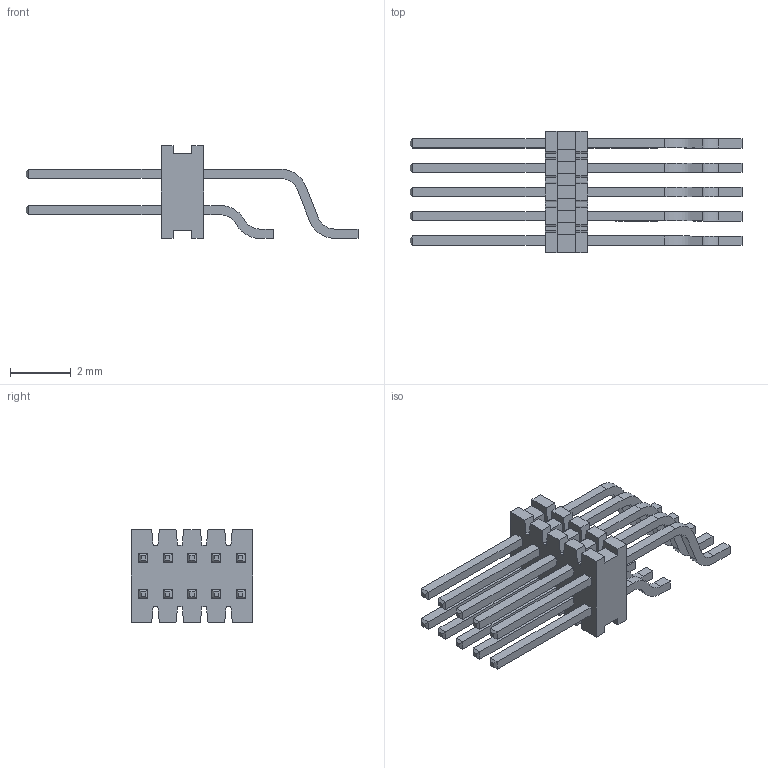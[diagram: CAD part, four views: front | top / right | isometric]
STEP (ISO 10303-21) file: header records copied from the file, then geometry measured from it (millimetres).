
FILE_DESCRIPTION((''),'2;1');
FILE_NAME('FTE-105-03-X-DH','2009-06-21T',('dburnier'),(''),'PRO/ENGINEER BY PARAMETRIC TECHNOLOGY CORPORATION, 2008410','PRO/ENGINEER BY PARAMETRIC TECHNOLOGY CORPORATION, 2008410','');
FILE_SCHEMA(('AUTOMOTIVE_DESIGN_CC2 { 1 2 10303 214 -1 1 5 2 }'));
Length unit declared in the file: inch
Products named in the file (1): FTE-105-03-X-DH
Bounding box: 10.92 x 4 x 3.05 mm (x, y, z)
Volume: 22.3 mm3; surface area: 165.1 mm2
Topology: 1 solids, 1 shells, 330 faces, 884 edges, 576 vertices
Faces by surface type: plane 290, cylinder 40
Entity records: 12445 total; most frequent: CARTESIAN_POINT 1790, ORIENTED_EDGE 1768, DIRECTION 1624, EDGE_CURVE 884, VECTOR 804, LINE 804, VERTEX_POINT 576, AXIS2_PLACEMENT_3D 410
